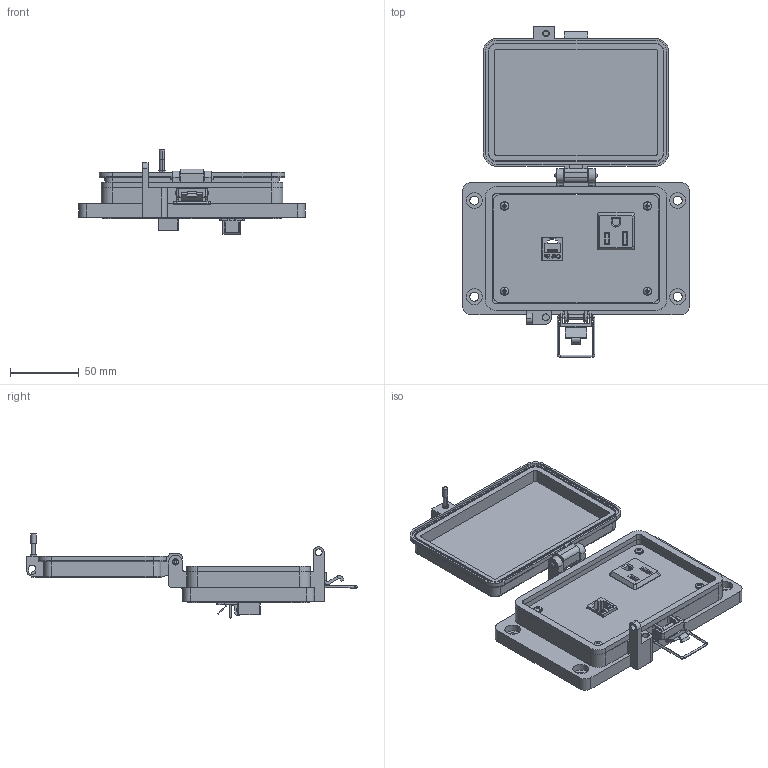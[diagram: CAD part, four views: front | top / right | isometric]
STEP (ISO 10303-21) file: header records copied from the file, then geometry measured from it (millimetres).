
FILE_DESCRIPTION (( 'STEP AP214' ), '1' );
FILE_NAME ('P-R2-M3R0_3D.STEP', '2017-09-01T16:16:41', ( '' ), ( '' ), 'SwSTEP 2.0', 'SolidWorks 2017', '' );
FILE_SCHEMA (( 'AUTOMOTIVE_DESIGN' ));
Length unit declared in the file: millimetre
Products named in the file (11): H-X-M3; R; Z-200-R0SQ; R2; Z-300-RJ45CAT5; P-R2-M3R0_FP; 90272A106_ZINC-PLTD STL PAN HEAD PHILLIPS MACHINE SCREW_90272A106; P-R2-M3R0_TP; P-R2-M3R0_BP; P-R2-M3R0_3D; 92005A124_METRIC PAN HEAD PHILLIPS MACHINE SCREW_92005A124
Assembly tree (15 placements, depth 3):
  P-R2-M3R0_3D
    P-R2-M3R0_BP
    P-R2-M3R0_TP
    90272A106_ZINC-PLTD STL PAN HEAD PHILLIPS MACHINE SCREW_90272A106  x3
    P-R2-M3R0_FP
    R2
      Z-300-RJ45CAT5
    R
      Z-200-R0SQ
    H-X-M3
    92005A124_METRIC PAN HEAD PHILLIPS MACHINE SCREW_92005A124  x4
Bounding box: 164.96 x 240.59 x 61.18 mm (x, y, z)
Volume: 235483.9 mm3; surface area: 142450.3 mm2
Topology: 22 solids, 22 shells, 2072 faces, 5835 edges, 3860 vertices
Faces by surface type: cylinder 1045, plane 720, bspline 193, cone 72, torus 28, sphere 14
Entity records: 55118 total; most frequent: CARTESIAN_POINT 18543, ORIENTED_EDGE 7346, DIRECTION 5899, EDGE_CURVE 3673, VERTEX_POINT 2427, VECTOR 2185, LINE 2185, AXIS2_PLACEMENT_3D 1857
